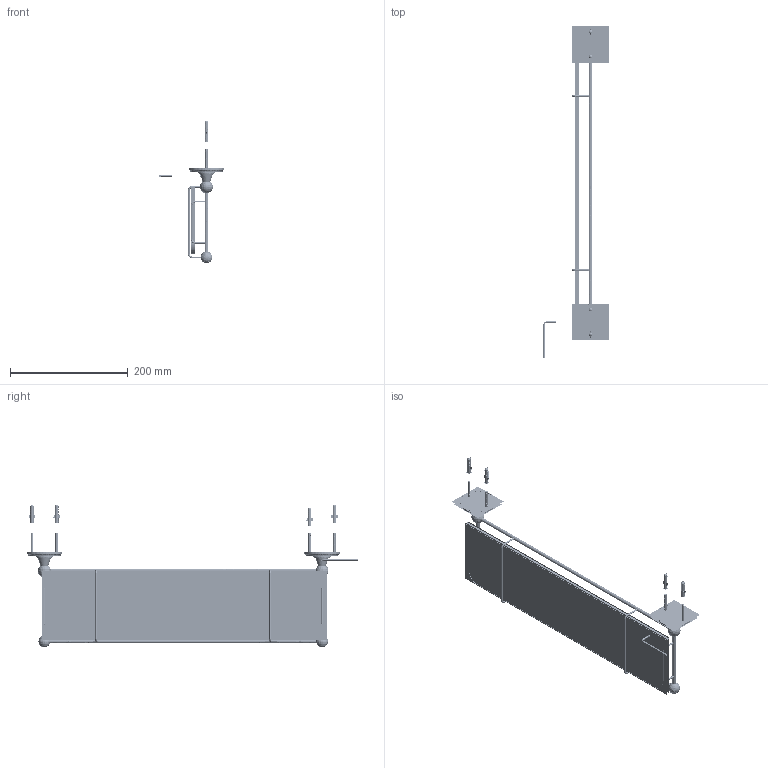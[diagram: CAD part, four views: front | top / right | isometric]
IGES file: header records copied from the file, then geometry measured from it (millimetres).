
Start section:  PTC IGES file: 2004345.igs
Global section: file name: 2004345.igs; native system: Pro/ENGINEER by Parametric Technology Corporation; preprocessor: 2008230; author: Administrator; organization: Unknown; date: 20140606.110757; units: millimetre
Bounding box: 111.53 x 564.3 x 242.32 mm (x, y, z)
Volume: 415273.8 mm3; surface area: 825767.9 mm2
Topology: 26 solids, 28 shells, 2658 faces, 13676 edges, 17335 vertices
Faces by surface type: revolution 1612, bspline 1046
